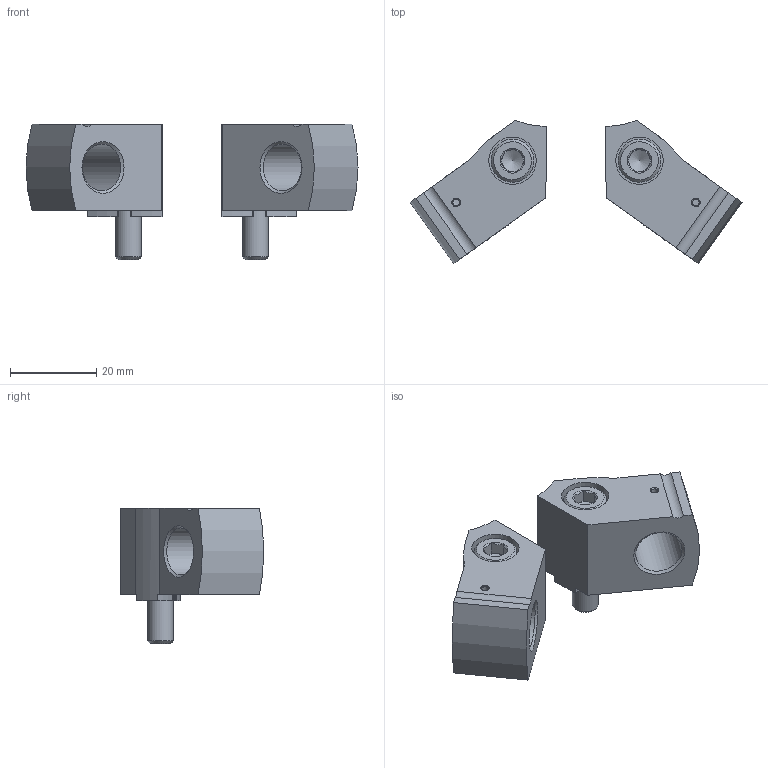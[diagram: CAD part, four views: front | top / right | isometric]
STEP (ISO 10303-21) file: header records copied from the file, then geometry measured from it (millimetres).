
FILE_DESCRIPTION(/* description */ ('STEP AP214'),/* implementation_level */ '2;1');
FILE_NAME(/* name */ '547903_DSM-32-B',/* time_stamp */ '2024-08-21T18:26:29+02:00',/* author */ ('License CC BY-ND 4.0'),/* organization */ ('CADENAS'),/* preprocessor_version */ 'ST-DEVELOPER v19.3',/* originating_system */ 'PARTsolutions',/* authorisation */ ' ');
FILE_SCHEMA (('AUTOMOTIVE_DESIGN {1 0 10303 214 3 1 1}'));
Length unit declared in the file: millimetre
Products named in the file (4): 547903 DSM-32-B; 704064 DSM-32-BL---(HZ); DIN-912 - M6x25(F); 704065 DSM-32-BR---(HZ)
Assembly tree (4 placements, depth 2):
  547903 DSM-32-B
    704064 DSM-32-BL---(HZ)
    DIN-912 - M6x25(F)  x2
    704065 DSM-32-BR---(HZ)
Bounding box: 77.11 x 33.3 x 31.4 mm (x, y, z)
Volume: 19330.8 mm3; surface area: 9640.2 mm2
Topology: 4 solids, 4 shells, 132 faces, 320 edges, 198 vertices
Faces by surface type: plane 60, cylinder 44, cone 28
Full cylindrical faces by diameter (mm): 1.567 x2, 6 x2, 6.6 x2, 10 x2, 10.917 x2, 11 x2
Entity records: 3162 total; most frequent: DIRECTION 562, CARTESIAN_POINT 554, ORIENTED_EDGE 476, EDGE_CURVE 238, AXIS2_PLACEMENT_3D 223, VERTEX_POINT 163, FACE_BOUND 139, EDGE_LOOP 138
